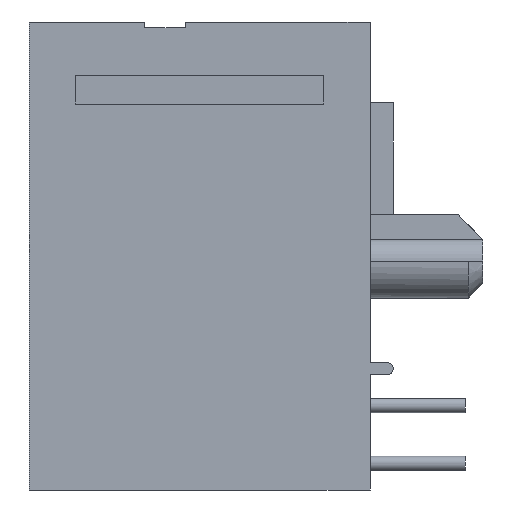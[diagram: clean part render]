
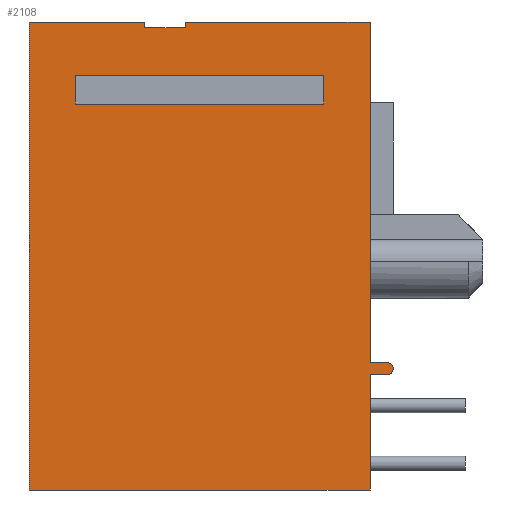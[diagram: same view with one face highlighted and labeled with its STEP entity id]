
A CAD part, left-side view. The second image highlights one B-rep face of the part: STEP entity #2108.
In plain terms, the highlighted planar face has unit normal (-1, 0, 0).
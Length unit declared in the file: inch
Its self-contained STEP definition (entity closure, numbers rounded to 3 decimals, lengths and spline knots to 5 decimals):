
#54 = CARTESIAN_POINT ( 'NONE',  ( -0.3, 0., -0.185 ) ) ;
#67 = LINE ( 'NONE', #398, #2086 ) ;
#77 = EDGE_CURVE ( 'NONE', #1798, #332, #4514, .T. ) ;
#150 = CARTESIAN_POINT ( 'NONE',  ( -0.3, 0.59, 0.405 ) ) ;
#157 = CARTESIAN_POINT ( 'NONE',  ( -0.3, 0.39, 0.405 ) ) ;
#177 = CARTESIAN_POINT ( 'NONE',  ( -0.3, 0.51, 0.263 ) ) ;
#183 = CARTESIAN_POINT ( 'NONE',  ( -0.3, 0., -0.205 ) ) ;
#189 = VECTOR ( 'NONE', #4535, 39.37008 ) ;
#201 = EDGE_LOOP ( 'NONE', ( #619, #4475, #3079, #3306 ) ) ;
#251 = CARTESIAN_POINT ( 'NONE',  ( -0.3, 0.08, 0.263 ) ) ;
#263 = VERTEX_POINT ( 'NONE', #54 ) ;
#310 = VECTOR ( 'NONE', #3330, 39.37008 ) ;
#316 = VERTEX_POINT ( 'NONE', #3692 ) ;
#331 = VERTEX_POINT ( 'NONE', #3234 ) ;
#332 = VERTEX_POINT ( 'NONE', #3547 ) ;
#333 = ORIENTED_EDGE ( 'NONE', *, *, #712, .T. ) ;
#344 = EDGE_CURVE ( 'NONE', #4391, #331, #1580, .T. ) ;
#398 = CARTESIAN_POINT ( 'NONE',  ( -0.3, 0.51, 0.263 ) ) ;
#424 = EDGE_LOOP ( 'NONE', ( #2066, #333, #2454, #4159, #1786, #1434, #3878, #2008, #2504, #724, #2032, #3604 ) ) ;
#508 = CARTESIAN_POINT ( 'NONE',  ( -0.3, 0., -0.405 ) ) ;
#511 = DIRECTION ( 'NONE',  ( 0., -1., 0. ) ) ;
#519 = DIRECTION ( 'NONE',  ( 0., 0., 1. ) ) ;
#570 = CARTESIAN_POINT ( 'NONE',  ( -0.3, -0.04, -0.205 ) ) ;
#595 = VECTOR ( 'NONE', #1932, 39.37008 ) ;
#605 = VERTEX_POINT ( 'NONE', #3071 ) ;
#619 = ORIENTED_EDGE ( 'NONE', *, *, #2025, .F. ) ;
#697 = VECTOR ( 'NONE', #4263, 39.37008 ) ;
#712 = EDGE_CURVE ( 'NONE', #316, #3248, #847, .T. ) ;
#724 = ORIENTED_EDGE ( 'NONE', *, *, #1540, .F. ) ;
#734 = FACE_OUTER_BOUND ( 'NONE', #424, .T. ) ;
#769 = DIRECTION ( 'NONE',  ( 0., 0., 1. ) ) ;
#785 = FACE_BOUND ( 'NONE', #201, .T. ) ;
#791 = VECTOR ( 'NONE', #3759, 39.37008 ) ;
#847 = CIRCLE ( 'NONE', #3918, 0.01 ) ;
#862 = VECTOR ( 'NONE', #511, 39.37008 ) ;
#893 = VECTOR ( 'NONE', #2693, 39.37008 ) ;
#947 = DIRECTION ( 'NONE',  ( 1., 0., 0. ) ) ;
#954 = DIRECTION ( 'NONE',  ( 0., -1., 0. ) ) ;
#1151 = CARTESIAN_POINT ( 'NONE',  ( -0.3, -0.04, -0.185 ) ) ;
#1198 = CARTESIAN_POINT ( 'NONE',  ( -0.3, 0.39, 0.395 ) ) ;
#1289 = VECTOR ( 'NONE', #954, 39.37008 ) ;
#1320 = PLANE ( 'NONE',  #4541 ) ;
#1330 = CARTESIAN_POINT ( 'NONE',  ( -0.3, 0.59, -0.405 ) ) ;
#1384 = VERTEX_POINT ( 'NONE', #4134 ) ;
#1391 = VERTEX_POINT ( 'NONE', #157 ) ;
#1401 = EDGE_CURVE ( 'NONE', #263, #331, #2826, .T. ) ;
#1434 = ORIENTED_EDGE ( 'NONE', *, *, #4488, .F. ) ;
#1512 = EDGE_CURVE ( 'NONE', #1547, #332, #1806, .T. ) ;
#1527 = VERTEX_POINT ( 'NONE', #183 ) ;
#1537 = LINE ( 'NONE', #2748, #2668 ) ;
#1540 = EDGE_CURVE ( 'NONE', #2315, #4217, #3091, .T. ) ;
#1547 = VERTEX_POINT ( 'NONE', #3477 ) ;
#1580 = LINE ( 'NONE', #1742, #697 ) ;
#1712 = VECTOR ( 'NONE', #3524, 39.37008 ) ;
#1742 = CARTESIAN_POINT ( 'NONE',  ( -0.3, 0.59, 0.405 ) ) ;
#1786 = ORIENTED_EDGE ( 'NONE', *, *, #344, .F. ) ;
#1798 = VERTEX_POINT ( 'NONE', #2556 ) ;
#1806 = LINE ( 'NONE', #3824, #1289 ) ;
#1816 = EDGE_CURVE ( 'NONE', #1384, #1547, #67, .T. ) ;
#1925 = LINE ( 'NONE', #2594, #2149 ) ;
#1932 = DIRECTION ( 'NONE',  ( 0., -1., 0. ) ) ;
#2008 = ORIENTED_EDGE ( 'NONE', *, *, #3037, .T. ) ;
#2025 = EDGE_CURVE ( 'NONE', #1384, #1798, #3492, .T. ) ;
#2032 = ORIENTED_EDGE ( 'NONE', *, *, #3202, .T. ) ;
#2042 = LINE ( 'NONE', #4163, #2259 ) ;
#2066 = ORIENTED_EDGE ( 'NONE', *, *, #3012, .F. ) ;
#2086 = VECTOR ( 'NONE', #769, 39.37008 ) ;
#2108 = ADVANCED_FACE ( 'NONE', ( #734, #785 ), #1320, .F. ) ;
#2111 = LINE ( 'NONE', #570, #3002 ) ;
#2149 = VECTOR ( 'NONE', #2193, 39.37008 ) ;
#2193 = DIRECTION ( 'NONE',  ( 0., 0., 1. ) ) ;
#2259 = VECTOR ( 'NONE', #519, 39.37008 ) ;
#2315 = VERTEX_POINT ( 'NONE', #3230 ) ;
#2336 = VERTEX_POINT ( 'NONE', #4614 ) ;
#2397 = LINE ( 'NONE', #150, #595 ) ;
#2403 = DIRECTION ( 'NONE',  ( 0., 0., 1. ) ) ;
#2454 = ORIENTED_EDGE ( 'NONE', *, *, #2599, .T. ) ;
#2504 = ORIENTED_EDGE ( 'NONE', *, *, #2899, .F. ) ;
#2536 = CARTESIAN_POINT ( 'NONE',  ( -0.3, 0.32, 0.405 ) ) ;
#2556 = CARTESIAN_POINT ( 'NONE',  ( -0.3, 0.08, 0.263 ) ) ;
#2594 = CARTESIAN_POINT ( 'NONE',  ( -0.3, 0.32, 0.395 ) ) ;
#2599 = EDGE_CURVE ( 'NONE', #3248, #263, #4458, .T. ) ;
#2637 = DIRECTION ( 'NONE',  ( -1., 0., 0. ) ) ;
#2668 = VECTOR ( 'NONE', #2403, 39.37008 ) ;
#2693 = DIRECTION ( 'NONE',  ( 0., -1., 0. ) ) ;
#2725 = LINE ( 'NONE', #1198, #862 ) ;
#2748 = CARTESIAN_POINT ( 'NONE',  ( -0.3, 0.39, 0.395 ) ) ;
#2826 = LINE ( 'NONE', #508, #791 ) ;
#2850 = CARTESIAN_POINT ( 'NONE',  ( -0.3, 0.39, 0.395 ) ) ;
#2899 = EDGE_CURVE ( 'NONE', #4217, #1391, #2397, .T. ) ;
#2910 = CARTESIAN_POINT ( 'NONE',  ( -0.3, -0.03, -0.195 ) ) ;
#3002 = VECTOR ( 'NONE', #3068, 39.37008 ) ;
#3012 = EDGE_CURVE ( 'NONE', #316, #1527, #2111, .T. ) ;
#3037 = EDGE_CURVE ( 'NONE', #3653, #1391, #1537, .T. ) ;
#3068 = DIRECTION ( 'NONE',  ( 0., 1., 0. ) ) ;
#3071 = CARTESIAN_POINT ( 'NONE',  ( -0.3, 0.32, 0.395 ) ) ;
#3079 = ORIENTED_EDGE ( 'NONE', *, *, #1512, .T. ) ;
#3091 = LINE ( 'NONE', #1330, #3667 ) ;
#3202 = EDGE_CURVE ( 'NONE', #2315, #2336, #3519, .T. ) ;
#3230 = CARTESIAN_POINT ( 'NONE',  ( -0.3, 0.59, -0.405 ) ) ;
#3234 = CARTESIAN_POINT ( 'NONE',  ( -0.3, 0., 0.405 ) ) ;
#3248 = VERTEX_POINT ( 'NONE', #4010 ) ;
#3279 = DIRECTION ( 'NONE',  ( 0., 0., -1. ) ) ;
#3306 = ORIENTED_EDGE ( 'NONE', *, *, #77, .F. ) ;
#3330 = DIRECTION ( 'NONE',  ( 0., 1., 0. ) ) ;
#3387 = EDGE_CURVE ( 'NONE', #3653, #605, #2725, .T. ) ;
#3471 = CARTESIAN_POINT ( 'NONE',  ( -0.3, 0.59, 0.405 ) ) ;
#3477 = CARTESIAN_POINT ( 'NONE',  ( -0.3, 0.51, 0.313 ) ) ;
#3492 = LINE ( 'NONE', #177, #893 ) ;
#3519 = LINE ( 'NONE', #3950, #1712 ) ;
#3524 = DIRECTION ( 'NONE',  ( 0., -1., 0. ) ) ;
#3547 = CARTESIAN_POINT ( 'NONE',  ( -0.3, 0.08, 0.313 ) ) ;
#3604 = ORIENTED_EDGE ( 'NONE', *, *, #3997, .T. ) ;
#3653 = VERTEX_POINT ( 'NONE', #2850 ) ;
#3667 = VECTOR ( 'NONE', #4151, 39.37008 ) ;
#3692 = CARTESIAN_POINT ( 'NONE',  ( -0.3, -0.03, -0.205 ) ) ;
#3759 = DIRECTION ( 'NONE',  ( 0., 0., 1. ) ) ;
#3824 = CARTESIAN_POINT ( 'NONE',  ( -0.3, 0.51, 0.313 ) ) ;
#3849 = DIRECTION ( 'NONE',  ( 0., 0., -1. ) ) ;
#3878 = ORIENTED_EDGE ( 'NONE', *, *, #3387, .F. ) ;
#3885 = CARTESIAN_POINT ( 'NONE',  ( -0.3, 0.59, -0.405 ) ) ;
#3918 = AXIS2_PLACEMENT_3D ( 'NONE', #2910, #2637, #3279 ) ;
#3950 = CARTESIAN_POINT ( 'NONE',  ( -0.3, 0.59, -0.405 ) ) ;
#3997 = EDGE_CURVE ( 'NONE', #2336, #1527, #2042, .T. ) ;
#4010 = CARTESIAN_POINT ( 'NONE',  ( -0.3, -0.03, -0.185 ) ) ;
#4134 = CARTESIAN_POINT ( 'NONE',  ( -0.3, 0.51, 0.263 ) ) ;
#4151 = DIRECTION ( 'NONE',  ( 0., 0., 1. ) ) ;
#4159 = ORIENTED_EDGE ( 'NONE', *, *, #1401, .T. ) ;
#4163 = CARTESIAN_POINT ( 'NONE',  ( -0.3, 0., -0.405 ) ) ;
#4217 = VERTEX_POINT ( 'NONE', #3471 ) ;
#4263 = DIRECTION ( 'NONE',  ( 0., -1., 0. ) ) ;
#4391 = VERTEX_POINT ( 'NONE', #2536 ) ;
#4458 = LINE ( 'NONE', #1151, #310 ) ;
#4475 = ORIENTED_EDGE ( 'NONE', *, *, #1816, .T. ) ;
#4488 = EDGE_CURVE ( 'NONE', #605, #4391, #1925, .T. ) ;
#4514 = LINE ( 'NONE', #251, #189 ) ;
#4535 = DIRECTION ( 'NONE',  ( 0., 0., 1. ) ) ;
#4541 = AXIS2_PLACEMENT_3D ( 'NONE', #3885, #947, #3849 ) ;
#4614 = CARTESIAN_POINT ( 'NONE',  ( -0.3, 0., -0.405 ) ) ;
